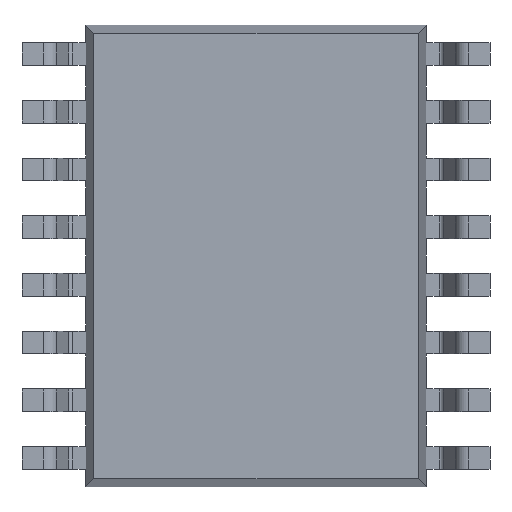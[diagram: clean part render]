
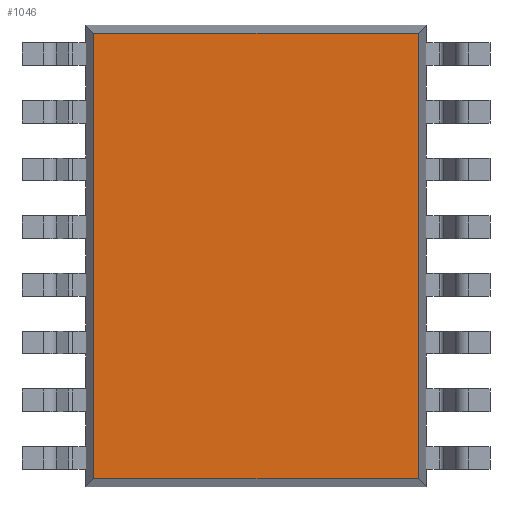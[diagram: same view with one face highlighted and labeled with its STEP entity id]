
A CAD part, front view. The second image highlights one B-rep face of the part: STEP entity #1046.
In plain terms, the highlighted planar face has unit normal (0, -1, 0).
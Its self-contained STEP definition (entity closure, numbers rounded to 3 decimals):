
#210 = CARTESIAN_POINT ( 'NONE',  ( -3.571, 0.1, -4.901 ) ) ;
#682 = DIRECTION ( 'NONE',  ( 0., 0., 1. ) ) ;
#699 = CARTESIAN_POINT ( 'NONE',  ( -3.571, 0.1, -5.08 ) ) ;
#790 = CARTESIAN_POINT ( 'NONE',  ( -3.75, 0.1, -5.08 ) ) ;
#795 = ORIENTED_EDGE ( 'NONE', *, *, #1629, .F. ) ;
#1046 = ADVANCED_FACE ( 'NONE', ( #10604 ), #8324, .F. ) ;
#1051 = CARTESIAN_POINT ( 'NONE',  ( -3.75, 0.1, 4.901 ) ) ;
#1086 = DIRECTION ( 'NONE',  ( 1., 0., 0. ) ) ;
#1120 = VECTOR ( 'NONE', #1086, 1000. ) ;
#1345 = LINE ( 'NONE', #1051, #1120 ) ;
#1629 = EDGE_CURVE ( 'NONE', #5710, #6889, #3607, .T. ) ;
#1864 = EDGE_LOOP ( 'NONE', ( #5421, #795, #5740, #7154 ) ) ;
#2492 = CARTESIAN_POINT ( 'NONE',  ( 3.571, 0.1, 4.901 ) ) ;
#2960 = EDGE_CURVE ( 'NONE', #4146, #5710, #1345, .T. ) ;
#3181 = EDGE_CURVE ( 'NONE', #6889, #9050, #4933, .T. ) ;
#3282 = DIRECTION ( 'NONE',  ( 0., 0., 1. ) ) ;
#3607 = LINE ( 'NONE', #9709, #10590 ) ;
#3732 = DIRECTION ( 'NONE',  ( -1., 0., 0. ) ) ;
#4146 = VERTEX_POINT ( 'NONE', #7135 ) ;
#4933 = LINE ( 'NONE', #7690, #5295 ) ;
#4960 = DIRECTION ( 'NONE',  ( 0., 1., 0. ) ) ;
#5232 = VECTOR ( 'NONE', #682, 1000. ) ;
#5295 = VECTOR ( 'NONE', #3732, 1000. ) ;
#5421 = ORIENTED_EDGE ( 'NONE', *, *, #3181, .F. ) ;
#5710 = VERTEX_POINT ( 'NONE', #2492 ) ;
#5740 = ORIENTED_EDGE ( 'NONE', *, *, #2960, .F. ) ;
#6889 = VERTEX_POINT ( 'NONE', #7431 ) ;
#7135 = CARTESIAN_POINT ( 'NONE',  ( -3.571, 0.1, 4.901 ) ) ;
#7154 = ORIENTED_EDGE ( 'NONE', *, *, #10603, .F. ) ;
#7431 = CARTESIAN_POINT ( 'NONE',  ( 3.571, 0.1, -4.901 ) ) ;
#7690 = CARTESIAN_POINT ( 'NONE',  ( -3.75, 0.1, -4.901 ) ) ;
#8324 = PLANE ( 'NONE',  #8804 ) ;
#8804 = AXIS2_PLACEMENT_3D ( 'NONE', #790, #4960, #3282 ) ;
#9050 = VERTEX_POINT ( 'NONE', #210 ) ;
#9598 = LINE ( 'NONE', #699, #5232 ) ;
#9709 = CARTESIAN_POINT ( 'NONE',  ( 3.571, 0.1, -5.08 ) ) ;
#9833 = DIRECTION ( 'NONE',  ( 0., 0., -1. ) ) ;
#10590 = VECTOR ( 'NONE', #9833, 1000. ) ;
#10603 = EDGE_CURVE ( 'NONE', #9050, #4146, #9598, .T. ) ;
#10604 = FACE_OUTER_BOUND ( 'NONE', #1864, .T. ) ;
